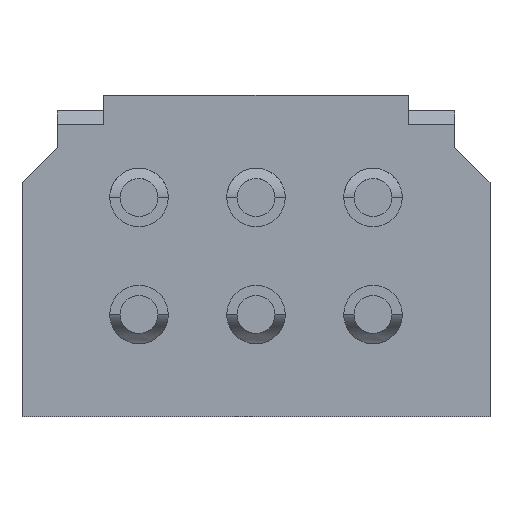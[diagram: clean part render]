
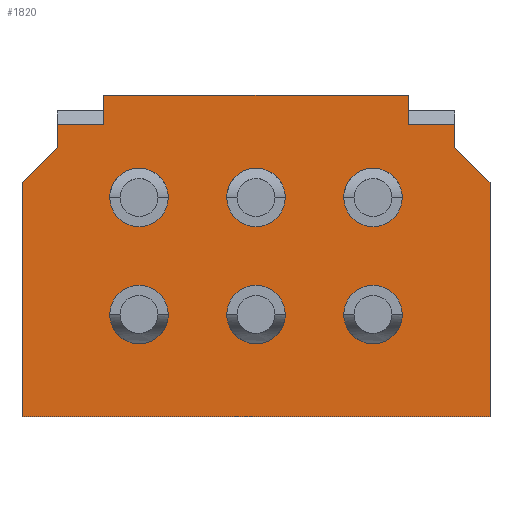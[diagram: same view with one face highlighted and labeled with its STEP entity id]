
A CAD part, front view. The second image highlights one B-rep face of the part: STEP entity #1820.
In plain terms, the highlighted planar face has unit normal (0, -1, 0).
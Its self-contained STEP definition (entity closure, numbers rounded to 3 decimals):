
#1=DIRECTION('',(-0.707,0.,0.707));
#2=VECTOR('',#1,0.849);
#3=CARTESIAN_POINT('',(4.,0.,1.25));
#4=LINE('',#3,#2);
#5=DIRECTION('',(0.,0.,-1.));
#6=VECTOR('',#5,4.);
#7=CARTESIAN_POINT('',(4.,0.,1.25));
#8=LINE('',#7,#6);
#9=DIRECTION('',(-1.,0.,0.));
#10=VECTOR('',#9,8.);
#11=CARTESIAN_POINT('',(4.,0.,-2.75));
#12=LINE('',#11,#10);
#13=DIRECTION('',(0.,0.,1.));
#14=VECTOR('',#13,4.);
#15=CARTESIAN_POINT('',(-4.,0.,-2.75));
#16=LINE('',#15,#14);
#17=DIRECTION('',(-0.707,0.,-0.707));
#18=VECTOR('',#17,0.849);
#19=CARTESIAN_POINT('',(-3.4,0.,1.85));
#20=LINE('',#19,#18);
#21=DIRECTION('',(0.,0.,1.));
#22=VECTOR('',#21,0.4);
#23=CARTESIAN_POINT('',(-3.4,0.,1.85));
#24=LINE('',#23,#22);
#25=DIRECTION('',(1.,0.,0.));
#26=VECTOR('',#25,0.8);
#27=CARTESIAN_POINT('',(-3.4,0.,2.25));
#28=LINE('',#27,#26);
#29=DIRECTION('',(0.,0.,-1.));
#30=VECTOR('',#29,0.5);
#31=CARTESIAN_POINT('',(-2.6,0.,2.75));
#32=LINE('',#31,#30);
#33=DIRECTION('',(1.,0.,0.));
#34=VECTOR('',#33,5.2);
#35=CARTESIAN_POINT('',(-2.6,0.,2.75));
#36=LINE('',#35,#34);
#37=DIRECTION('',(0.,0.,-1.));
#38=VECTOR('',#37,0.5);
#39=CARTESIAN_POINT('',(2.6,0.,2.75));
#40=LINE('',#39,#38);
#41=DIRECTION('',(1.,0.,0.));
#42=VECTOR('',#41,0.8);
#43=CARTESIAN_POINT('',(2.6,0.,2.25));
#44=LINE('',#43,#42);
#45=DIRECTION('',(0.,0.,-1.));
#46=VECTOR('',#45,0.4);
#47=CARTESIAN_POINT('',(3.4,0.,2.25));
#48=LINE('',#47,#46);
#49=CARTESIAN_POINT('',(-2.,0.,-1.));
#50=DIRECTION('',(0.,-1.,0.));
#51=DIRECTION('',(1.,0.,0.));
#52=AXIS2_PLACEMENT_3D('',#49,#50,#51);
#54=CARTESIAN_POINT('',(-2.,0.,-1.));
#55=DIRECTION('',(0.,-1.,0.));
#56=DIRECTION('',(-1.,0.,0.));
#57=AXIS2_PLACEMENT_3D('',#54,#55,#56);
#69=CARTESIAN_POINT('',(0.,0.,-1.));
#70=DIRECTION('',(0.,-1.,0.));
#71=DIRECTION('',(1.,0.,0.));
#72=AXIS2_PLACEMENT_3D('',#69,#70,#71);
#74=CARTESIAN_POINT('',(0.,0.,-1.));
#75=DIRECTION('',(0.,-1.,0.));
#76=DIRECTION('',(-1.,0.,0.));
#77=AXIS2_PLACEMENT_3D('',#74,#75,#76);
#89=CARTESIAN_POINT('',(2.,0.,-1.));
#90=DIRECTION('',(0.,-1.,0.));
#91=DIRECTION('',(1.,0.,0.));
#92=AXIS2_PLACEMENT_3D('',#89,#90,#91);
#94=CARTESIAN_POINT('',(2.,0.,-1.));
#95=DIRECTION('',(0.,-1.,0.));
#96=DIRECTION('',(-1.,0.,0.));
#97=AXIS2_PLACEMENT_3D('',#94,#95,#96);
#109=CARTESIAN_POINT('',(-2.,0.,1.));
#110=DIRECTION('',(0.,-1.,0.));
#111=DIRECTION('',(1.,0.,0.));
#112=AXIS2_PLACEMENT_3D('',#109,#110,#111);
#114=CARTESIAN_POINT('',(-2.,0.,1.));
#115=DIRECTION('',(0.,-1.,0.));
#116=DIRECTION('',(-1.,0.,0.));
#117=AXIS2_PLACEMENT_3D('',#114,#115,#116);
#129=CARTESIAN_POINT('',(0.,0.,1.));
#130=DIRECTION('',(0.,-1.,0.));
#131=DIRECTION('',(1.,0.,0.));
#132=AXIS2_PLACEMENT_3D('',#129,#130,#131);
#134=CARTESIAN_POINT('',(0.,0.,1.));
#135=DIRECTION('',(0.,-1.,0.));
#136=DIRECTION('',(-1.,0.,0.));
#137=AXIS2_PLACEMENT_3D('',#134,#135,#136);
#149=CARTESIAN_POINT('',(2.,0.,1.));
#150=DIRECTION('',(0.,-1.,0.));
#151=DIRECTION('',(1.,0.,0.));
#152=AXIS2_PLACEMENT_3D('',#149,#150,#151);
#154=CARTESIAN_POINT('',(2.,0.,1.));
#155=DIRECTION('',(0.,-1.,0.));
#156=DIRECTION('',(-1.,0.,0.));
#157=AXIS2_PLACEMENT_3D('',#154,#155,#156);
#1415=CARTESIAN_POINT('',(4.,0.,-2.75));
#1416=CARTESIAN_POINT('',(-4.,0.,-2.75));
#1417=VERTEX_POINT('',#1415);
#1418=VERTEX_POINT('',#1416);
#1427=CARTESIAN_POINT('',(2.6,0.,2.75));
#1428=CARTESIAN_POINT('',(2.6,0.,2.25));
#1429=VERTEX_POINT('',#1427);
#1430=VERTEX_POINT('',#1428);
#1431=CARTESIAN_POINT('',(3.4,0.,2.25));
#1432=VERTEX_POINT('',#1431);
#1433=CARTESIAN_POINT('',(-3.4,0.,2.25));
#1434=CARTESIAN_POINT('',(-2.6,0.,2.25));
#1435=VERTEX_POINT('',#1433);
#1436=VERTEX_POINT('',#1434);
#1437=CARTESIAN_POINT('',(-2.6,0.,2.75));
#1438=VERTEX_POINT('',#1437);
#1463=CARTESIAN_POINT('',(4.,0.,1.25));
#1464=CARTESIAN_POINT('',(3.4,0.,1.85));
#1465=VERTEX_POINT('',#1463);
#1466=VERTEX_POINT('',#1464);
#1475=CARTESIAN_POINT('',(-3.4,0.,1.85));
#1476=VERTEX_POINT('',#1475);
#1477=CARTESIAN_POINT('',(-4.,0.,1.25));
#1478=VERTEX_POINT('',#1477);
#1615=CARTESIAN_POINT('',(-1.5,0.,-1.));
#1616=CARTESIAN_POINT('',(-2.5,0.,-1.));
#1617=VERTEX_POINT('',#1615);
#1618=VERTEX_POINT('',#1616);
#1623=CARTESIAN_POINT('',(0.5,0.,-1.));
#1624=CARTESIAN_POINT('',(-0.5,0.,-1.));
#1625=VERTEX_POINT('',#1623);
#1626=VERTEX_POINT('',#1624);
#1631=CARTESIAN_POINT('',(2.5,0.,-1.));
#1632=CARTESIAN_POINT('',(1.5,0.,-1.));
#1633=VERTEX_POINT('',#1631);
#1634=VERTEX_POINT('',#1632);
#1639=CARTESIAN_POINT('',(-1.5,0.,1.));
#1640=CARTESIAN_POINT('',(-2.5,0.,1.));
#1641=VERTEX_POINT('',#1639);
#1642=VERTEX_POINT('',#1640);
#1647=CARTESIAN_POINT('',(0.5,0.,1.));
#1648=CARTESIAN_POINT('',(-0.5,0.,1.));
#1649=VERTEX_POINT('',#1647);
#1650=VERTEX_POINT('',#1648);
#1655=CARTESIAN_POINT('',(2.5,0.,1.));
#1656=CARTESIAN_POINT('',(1.5,0.,1.));
#1657=VERTEX_POINT('',#1655);
#1658=VERTEX_POINT('',#1656);
#1753=CARTESIAN_POINT('',(0.,0.,0.));
#1754=DIRECTION('',(0.,1.,0.));
#1755=DIRECTION('',(1.,0.,0.));
#1756=AXIS2_PLACEMENT_3D('',#1753,#1754,#1755);
#1757=PLANE('',#1756);
#1759=ORIENTED_EDGE('',*,*,#1758,.F.);
#1761=ORIENTED_EDGE('',*,*,#1760,.T.);
#1763=ORIENTED_EDGE('',*,*,#1762,.T.);
#1765=ORIENTED_EDGE('',*,*,#1764,.T.);
#1767=ORIENTED_EDGE('',*,*,#1766,.F.);
#1769=ORIENTED_EDGE('',*,*,#1768,.T.);
#1771=ORIENTED_EDGE('',*,*,#1770,.T.);
#1773=ORIENTED_EDGE('',*,*,#1772,.F.);
#1775=ORIENTED_EDGE('',*,*,#1774,.T.);
#1777=ORIENTED_EDGE('',*,*,#1776,.T.);
#1779=ORIENTED_EDGE('',*,*,#1778,.T.);
#1781=ORIENTED_EDGE('',*,*,#1780,.T.);
#1782=EDGE_LOOP('',(#1759,#1761,#1763,#1765,#1767,#1769,#1771,#1773,#1775,#1777,
#1779,#1781));
#1783=FACE_OUTER_BOUND('',#1782,.F.);
#1785=ORIENTED_EDGE('',*,*,#1784,.T.);
#1787=ORIENTED_EDGE('',*,*,#1786,.T.);
#1788=EDGE_LOOP('',(#1785,#1787));
#1789=FACE_BOUND('',#1788,.F.);
#1791=ORIENTED_EDGE('',*,*,#1790,.T.);
#1793=ORIENTED_EDGE('',*,*,#1792,.T.);
#1794=EDGE_LOOP('',(#1791,#1793));
#1795=FACE_BOUND('',#1794,.F.);
#1797=ORIENTED_EDGE('',*,*,#1796,.T.);
#1799=ORIENTED_EDGE('',*,*,#1798,.T.);
#1800=EDGE_LOOP('',(#1797,#1799));
#1801=FACE_BOUND('',#1800,.F.);
#1803=ORIENTED_EDGE('',*,*,#1802,.T.);
#1805=ORIENTED_EDGE('',*,*,#1804,.T.);
#1806=EDGE_LOOP('',(#1803,#1805));
#1807=FACE_BOUND('',#1806,.F.);
#1809=ORIENTED_EDGE('',*,*,#1808,.T.);
#1811=ORIENTED_EDGE('',*,*,#1810,.T.);
#1812=EDGE_LOOP('',(#1809,#1811));
#1813=FACE_BOUND('',#1812,.F.);
#1815=ORIENTED_EDGE('',*,*,#1814,.T.);
#1817=ORIENTED_EDGE('',*,*,#1816,.T.);
#1818=EDGE_LOOP('',(#1815,#1817));
#1819=FACE_BOUND('',#1818,.F.);
#53=CIRCLE('',#52,0.5);
#58=CIRCLE('',#57,0.5);
#73=CIRCLE('',#72,0.5);
#78=CIRCLE('',#77,0.5);
#93=CIRCLE('',#92,0.5);
#98=CIRCLE('',#97,0.5);
#113=CIRCLE('',#112,0.5);
#118=CIRCLE('',#117,0.5);
#133=CIRCLE('',#132,0.5);
#138=CIRCLE('',#137,0.5);
#153=CIRCLE('',#152,0.5);
#158=CIRCLE('',#157,0.5);
#1758=EDGE_CURVE('',#1465,#1466,#4,.T.);
#1760=EDGE_CURVE('',#1465,#1417,#8,.T.);
#1762=EDGE_CURVE('',#1417,#1418,#12,.T.);
#1764=EDGE_CURVE('',#1418,#1478,#16,.T.);
#1766=EDGE_CURVE('',#1476,#1478,#20,.T.);
#1768=EDGE_CURVE('',#1476,#1435,#24,.T.);
#1770=EDGE_CURVE('',#1435,#1436,#28,.T.);
#1772=EDGE_CURVE('',#1438,#1436,#32,.T.);
#1774=EDGE_CURVE('',#1438,#1429,#36,.T.);
#1776=EDGE_CURVE('',#1429,#1430,#40,.T.);
#1778=EDGE_CURVE('',#1430,#1432,#44,.T.);
#1780=EDGE_CURVE('',#1432,#1466,#48,.T.);
#1784=EDGE_CURVE('',#1617,#1618,#53,.T.);
#1786=EDGE_CURVE('',#1618,#1617,#58,.T.);
#1790=EDGE_CURVE('',#1625,#1626,#73,.T.);
#1792=EDGE_CURVE('',#1626,#1625,#78,.T.);
#1796=EDGE_CURVE('',#1633,#1634,#93,.T.);
#1798=EDGE_CURVE('',#1634,#1633,#98,.T.);
#1802=EDGE_CURVE('',#1641,#1642,#113,.T.);
#1804=EDGE_CURVE('',#1642,#1641,#118,.T.);
#1808=EDGE_CURVE('',#1649,#1650,#133,.T.);
#1810=EDGE_CURVE('',#1650,#1649,#138,.T.);
#1814=EDGE_CURVE('',#1657,#1658,#153,.T.);
#1816=EDGE_CURVE('',#1658,#1657,#158,.T.);
#1820=ADVANCED_FACE('',(#1783,#1789,#1795,#1801,#1807,#1813,#1819),#1757,.F.);
